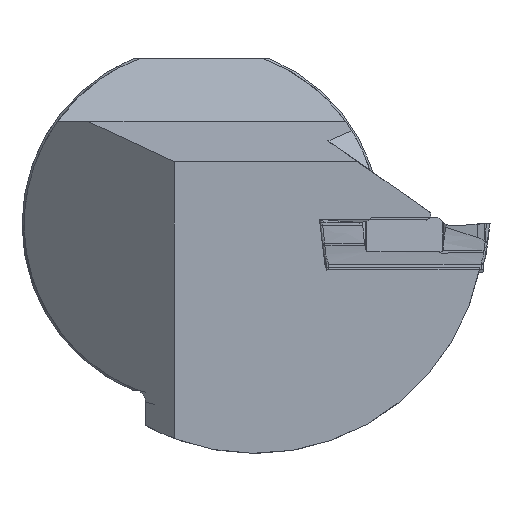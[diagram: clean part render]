
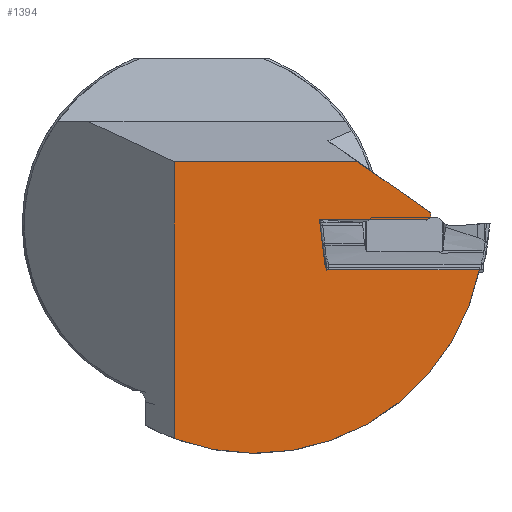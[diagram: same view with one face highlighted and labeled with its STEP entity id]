
A CAD part, left-side view. The second image highlights one B-rep face of the part: STEP entity #1394.
In plain terms, the highlighted planar face has unit normal (-1, 0, 0).
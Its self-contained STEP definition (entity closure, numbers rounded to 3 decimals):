
#38=ELLIPSE('',#3591,0.503,0.5);
#1049=CIRCLE('',#3592,25.5);
#1098=PLANE('',#3593);
#1165=LINE('',#14834,#1248);
#1166=LINE('',#14837,#1249);
#1167=LINE('',#14841,#1250);
#1168=LINE('',#14843,#1251);
#1169=LINE('',#14845,#1252);
#1170=LINE('',#14849,#1253);
#1248=VECTOR('',#3772,1.);
#1249=VECTOR('',#3773,1.);
#1250=VECTOR('',#3776,1.);
#1251=VECTOR('',#3777,1.);
#1252=VECTOR('',#3778,1.);
#1253=VECTOR('',#3781,1.);
#1394=ADVANCED_FACE('',(#1613),#1098,.T.);
#1613=FACE_OUTER_BOUND('',#1751,.T.);
#1751=EDGE_LOOP('',(#2450,#2451,#2452,#2453,#2454,#2455,#2456,#2457));
#2450=ORIENTED_EDGE('',*,*,#3193,.T.);
#2451=ORIENTED_EDGE('',*,*,#3194,.T.);
#2452=ORIENTED_EDGE('',*,*,#3195,.T.);
#2453=ORIENTED_EDGE('',*,*,#3196,.F.);
#2454=ORIENTED_EDGE('',*,*,#3197,.F.);
#2455=ORIENTED_EDGE('',*,*,#3198,.T.);
#2456=ORIENTED_EDGE('',*,*,#3199,.T.);
#2457=ORIENTED_EDGE('',*,*,#3200,.T.);
#2814=VERTEX_POINT('',#14835);
#2815=VERTEX_POINT('',#14836);
#2816=VERTEX_POINT('',#14838);
#2817=VERTEX_POINT('',#14840);
#2818=VERTEX_POINT('',#14842);
#2819=VERTEX_POINT('',#14844);
#2820=VERTEX_POINT('',#14846);
#2821=VERTEX_POINT('',#14848);
#3193=EDGE_CURVE('',#2814,#2815,#1165,.T.);
#3194=EDGE_CURVE('',#2815,#2816,#1166,.T.);
#3195=EDGE_CURVE('',#2816,#2817,#38,.T.);
#3196=EDGE_CURVE('',#2818,#2817,#1167,.T.);
#3197=EDGE_CURVE('',#2819,#2818,#1168,.T.);
#3198=EDGE_CURVE('',#2819,#2820,#1169,.T.);
#3199=EDGE_CURVE('',#2820,#2821,#1049,.T.);
#3200=EDGE_CURVE('',#2821,#2814,#1170,.T.);
#3591=AXIS2_PLACEMENT_3D('',#14839,#3774,#3775);
#3592=AXIS2_PLACEMENT_3D('',#14847,#3779,#3780);
#3593=AXIS2_PLACEMENT_3D('',#14850,#3782,#3783);
#3772=DIRECTION('',(0.,0.121,0.993));
#3773=DIRECTION('',(0.,-1.,0.));
#3774=DIRECTION('',(-1.,0.,0.));
#3775=DIRECTION('',(0.,0.,-1.));
#3776=DIRECTION('',(0.,-0.819,-0.574));
#3777=DIRECTION('',(0.,-1.,0.));
#3778=DIRECTION('',(0.,0.,-1.));
#3779=DIRECTION('',(-1.,0.,0.));
#3780=DIRECTION('',(0.,0.,1.));
#3781=DIRECTION('',(0.,1.,0.));
#3782=DIRECTION('',(-1.,0.,0.));
#3783=DIRECTION('',(0.,0.,1.));
#14834=CARTESIAN_POINT('',(0.4,-13.099,1.05));
#14835=CARTESIAN_POINT('',(0.4,-13.808,-4.759));
#14836=CARTESIAN_POINT('',(0.4,-13.157,0.57));
#14837=CARTESIAN_POINT('',(0.4,-4.5,0.57));
#14838=CARTESIAN_POINT('',(0.4,-25.093,0.57));
#14839=CARTESIAN_POINT('',(0.4,-25.093,1.073));
#14840=CARTESIAN_POINT('',(0.4,-25.513,1.345));
#14841=CARTESIAN_POINT('',(0.4,8.665,25.277));
#14842=CARTESIAN_POINT('',(0.4,-17.437,7.));
#14843=CARTESIAN_POINT('',(0.4,346.267,7.));
#14844=CARTESIAN_POINT('',(0.4,3.,7.));
#14845=CARTESIAN_POINT('',(0.4,3.,352.57));
#14846=CARTESIAN_POINT('',(0.4,3.,-23.859));
#14847=CARTESIAN_POINT('',(0.4,-6.,0.));
#14848=CARTESIAN_POINT('',(0.4,-31.052,-4.759));
#14849=CARTESIAN_POINT('',(0.4,-4.5,-4.759));
#14850=CARTESIAN_POINT('',(0.4,-4.5,0.));
